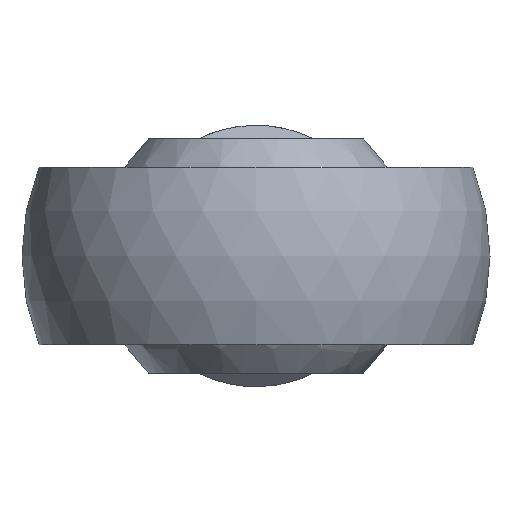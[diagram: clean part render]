
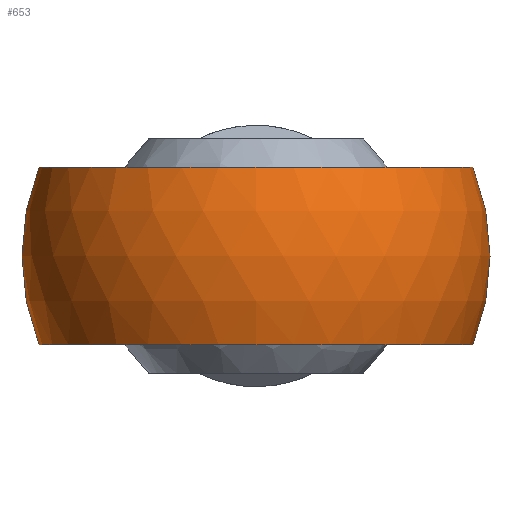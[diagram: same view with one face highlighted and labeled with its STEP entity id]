
A CAD part, left-side view. The second image highlights one B-rep face of the part: STEP entity #653.
In plain terms, the highlighted spherical face has radius 7 mm.
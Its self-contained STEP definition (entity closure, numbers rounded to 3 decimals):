
#507=CARTESIAN_POINT('',(-7.05,-4.181,-2.65));
#508=VERTEX_POINT('',#507);
#522=CARTESIAN_POINT('',(-7.05,4.181,-2.65));
#523=VERTEX_POINT('',#522);
#524=CARTESIAN_POINT('',(-12.,0.0,-2.65));
#525=DIRECTION('',(0.0,0.0,1.0));
#526=DIRECTION('',(0.0,1.0,0.0));
#527=AXIS2_PLACEMENT_3D('',#524,#525,#526);
#528=CIRCLE('',#527,6.479);
#529=EDGE_CURVE('',#523,#508,#528,.T.);
#573=CARTESIAN_POINT('',(-7.05,4.181,2.65));
#574=VERTEX_POINT('',#573);
#588=CARTESIAN_POINT('',(-7.05,-4.181,2.65));
#589=VERTEX_POINT('',#588);
#590=CARTESIAN_POINT('',(-12.,0.0,2.65));
#591=DIRECTION('',(0.0,0.0,-1.0));
#592=DIRECTION('',(0.0,-1.0,0.0));
#593=AXIS2_PLACEMENT_3D('',#590,#591,#592);
#594=CIRCLE('',#593,6.479);
#595=EDGE_CURVE('',#589,#574,#594,.T.);
#624=CARTESIAN_POINT('',(-7.05,0.0,0.0));
#625=DIRECTION('',(1.0,0.0,0.0));
#626=DIRECTION('',(0.0,1.0,0.0));
#627=AXIS2_PLACEMENT_3D('',#624,#625,#626);
#628=CIRCLE('',#627,4.95);
#629=EDGE_CURVE('',#523,#574,#628,.T.);
#636=CARTESIAN_POINT('',(-12.,0.0,0.0));
#637=DIRECTION('',(0.0,0.0,1.0));
#638=DIRECTION('',(1.0,0.0,0.0));
#639=AXIS2_PLACEMENT_3D('',#636,#637,#638);
#640=SPHERICAL_SURFACE('',#639,7.);
#641=ORIENTED_EDGE('',*,*,#529,.T.);
#642=CARTESIAN_POINT('',(-7.05,0.0,0.0));
#643=DIRECTION('',(1.0,0.0,0.0));
#644=DIRECTION('',(0.0,1.0,0.0));
#645=AXIS2_PLACEMENT_3D('',#642,#643,#644);
#646=CIRCLE('',#645,4.95);
#647=EDGE_CURVE('',#589,#508,#646,.T.);
#648=ORIENTED_EDGE('',*,*,#647,.F.);
#649=ORIENTED_EDGE('',*,*,#595,.T.);
#650=ORIENTED_EDGE('',*,*,#629,.F.);
#651=EDGE_LOOP('',(#641,#648,#649,#650));
#652=FACE_OUTER_BOUND('',#651,.T.);
#653=ADVANCED_FACE('',(#652),#640,.T.);
